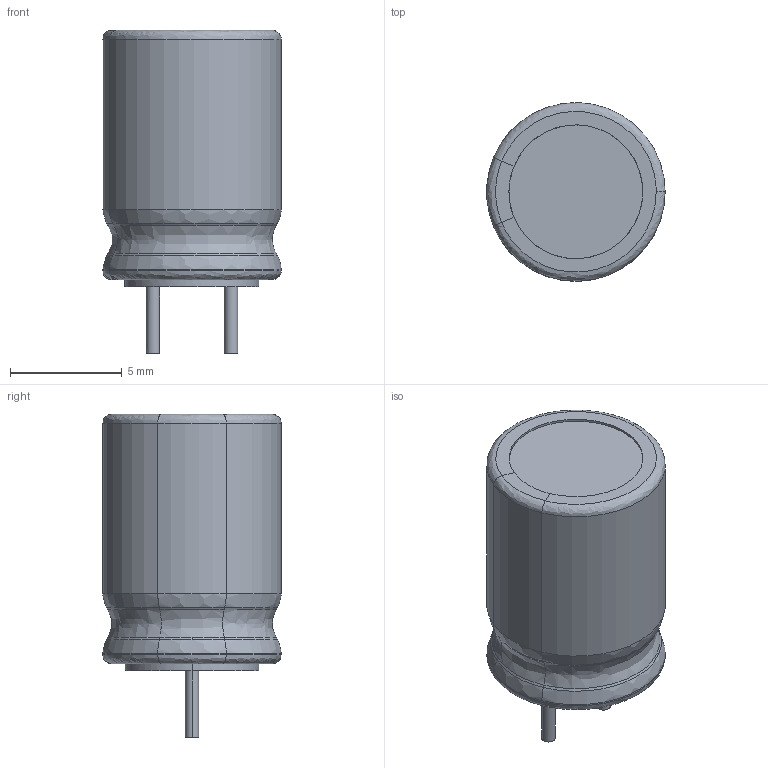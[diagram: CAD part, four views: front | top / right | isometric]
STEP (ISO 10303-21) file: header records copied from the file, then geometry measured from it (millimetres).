
FILE_DESCRIPTION(('FreeCAD Model'),'2;1');
FILE_NAME('ELEC_080_040.STEP', '2019-04-26T18:02:01',('Author'),(''), 'Open CASCADE STEP processor 7.2','FreeCAD','Unknown');
FILE_SCHEMA(('AUTOMOTIVE_DESIGN { 1 0 10303 214 1 1 1 1 }'));
Length unit declared in the file: millimetre
Products named in the file (1): User_Library-CapAluRadial_D80H115P35
Bounding box: 7.99 x 8 x 14.5 mm (x, y, z)
Volume: 555.3 mm3; surface area: 392.4 mm2
Topology: 1 solids, 1 shells, 47 faces, 117 edges, 70 vertices
Faces by surface type: bspline 15, cylinder 14, plane 12, cone 6
Entity records: 5162 total; most frequent: CARTESIAN_POINT 2942, DIRECTION 244, ORIENTED_EDGE 226, PCURVE 226, DEFINITIONAL_REPRESENTATION 226, B_SPLINE_CURVE_WITH_KNOTS 159, EDGE_CURVE 113, SURFACE_CURVE 113
